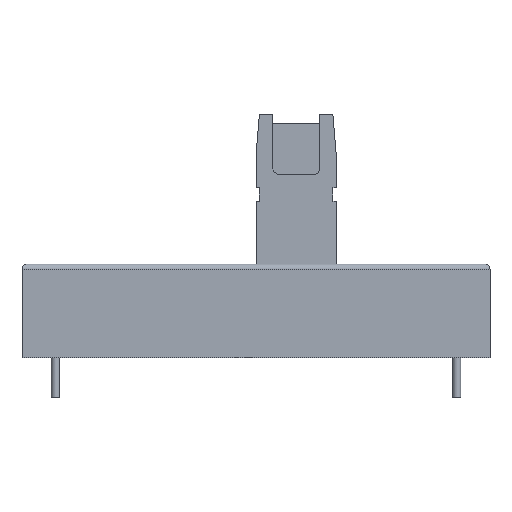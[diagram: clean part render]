
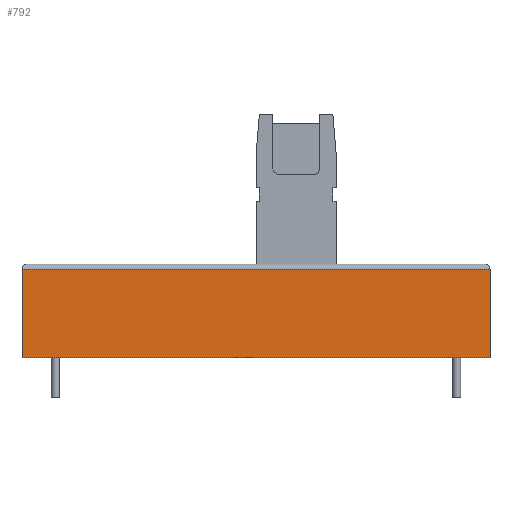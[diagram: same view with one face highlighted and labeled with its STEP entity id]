
A CAD part, front view. The second image highlights one B-rep face of the part: STEP entity #792.
In plain terms, the highlighted planar face has unit normal (0, -1, 0).
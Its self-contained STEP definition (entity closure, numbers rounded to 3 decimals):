
#756 = EDGE_CURVE('',#757,#759,#761,.T.);
#757 = VERTEX_POINT('',#758);
#758 = CARTESIAN_POINT('',(-17.5,-4.5,0.));
#759 = VERTEX_POINT('',#760);
#760 = CARTESIAN_POINT('',(-17.5,-4.5,6.6));
#761 = LINE('',#762,#763);
#762 = CARTESIAN_POINT('',(-17.5,-4.5,0.));
#763 = VECTOR('',#764,1.);
#764 = DIRECTION('',(0.,0.,1.));
#792 = ADVANCED_FACE('',(#793),#818,.F.);
#793 = FACE_BOUND('',#794,.F.);
#794 = EDGE_LOOP('',(#795,#805,#811,#812));
#795 = ORIENTED_EDGE('',*,*,#796,.F.);
#796 = EDGE_CURVE('',#797,#799,#801,.T.);
#797 = VERTEX_POINT('',#798);
#798 = CARTESIAN_POINT('',(17.5,-4.5,0.));
#799 = VERTEX_POINT('',#800);
#800 = CARTESIAN_POINT('',(17.5,-4.5,6.6));
#801 = LINE('',#802,#803);
#802 = CARTESIAN_POINT('',(17.5,-4.5,0.));
#803 = VECTOR('',#804,1.);
#804 = DIRECTION('',(0.,0.,1.));
#805 = ORIENTED_EDGE('',*,*,#806,.F.);
#806 = EDGE_CURVE('',#757,#797,#807,.T.);
#807 = LINE('',#808,#809);
#808 = CARTESIAN_POINT('',(-17.5,-4.5,0.));
#809 = VECTOR('',#810,1.);
#810 = DIRECTION('',(1.,0.,0.));
#811 = ORIENTED_EDGE('',*,*,#756,.T.);
#812 = ORIENTED_EDGE('',*,*,#813,.T.);
#813 = EDGE_CURVE('',#759,#799,#814,.T.);
#814 = LINE('',#815,#816);
#815 = CARTESIAN_POINT('',(-17.5,-4.5,6.6));
#816 = VECTOR('',#817,1.);
#817 = DIRECTION('',(1.,0.,0.));
#818 = PLANE('',#819);
#819 = AXIS2_PLACEMENT_3D('',#820,#821,#822);
#820 = CARTESIAN_POINT('',(-17.5,-4.5,0.));
#821 = DIRECTION('',(0.,1.,0.));
#822 = DIRECTION('',(0.,0.,1.));
